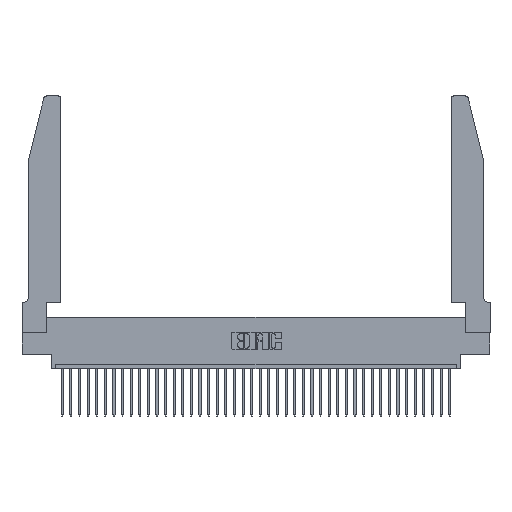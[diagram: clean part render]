
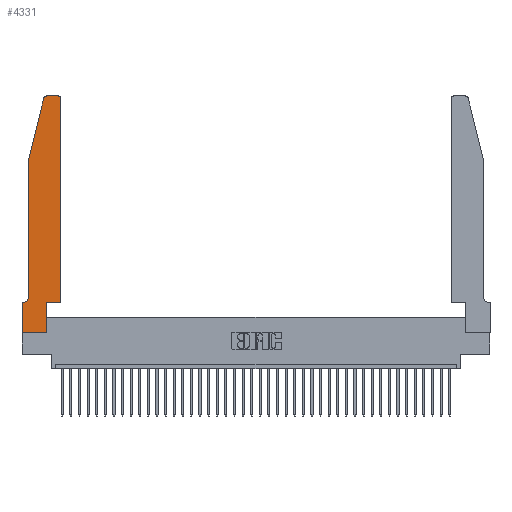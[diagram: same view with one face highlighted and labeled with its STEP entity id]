
A CAD part, top view. The second image highlights one B-rep face of the part: STEP entity #4331.
In plain terms, the highlighted planar face has unit normal (0, 0, 1).
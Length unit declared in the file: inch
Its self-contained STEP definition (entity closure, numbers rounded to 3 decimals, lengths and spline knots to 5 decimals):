
#1060 = VECTOR ( 'NONE', #15651, 39.37008 ) ;
#1296 = VERTEX_POINT ( 'NONE', #35676 ) ;
#1670 = VECTOR ( 'NONE', #14407, 39.37008 ) ;
#2223 = CARTESIAN_POINT ( 'NONE',  ( 0., 0.35, 0.37 ) ) ;
#2228 = DIRECTION ( 'NONE',  ( -0.239, -0.971, 0. ) ) ;
#2663 = CARTESIAN_POINT ( 'NONE',  ( 0.4505, 0.35, 0.37 ) ) ;
#2976 = LINE ( 'NONE', #12214, #1060 ) ;
#3438 = ORIENTED_EDGE ( 'NONE', *, *, #15725, .T. ) ;
#3590 = LINE ( 'NONE', #30704, #9279 ) ;
#3759 = DIRECTION ( 'NONE',  ( -1., 0., 0. ) ) ;
#4200 = VERTEX_POINT ( 'NONE', #19563 ) ;
#4331 = ADVANCED_FACE ( 'NONE', ( #5559 ), #8546, .T. ) ;
#4479 = EDGE_CURVE ( 'NONE', #10694, #13892, #5079, .T. ) ;
#4723 = DIRECTION ( 'NONE',  ( 0., 0., 1. ) ) ;
#5079 = LINE ( 'NONE', #30049, #18764 ) ;
#5559 = FACE_OUTER_BOUND ( 'NONE', #18405, .T. ) ;
#6079 = CIRCLE ( 'NONE', #17098, 0.03 ) ;
#6250 = ORIENTED_EDGE ( 'NONE', *, *, #35631, .T. ) ;
#6658 = DIRECTION ( 'NONE',  ( 1., 0., 0. ) ) ;
#6988 = CARTESIAN_POINT ( 'NONE',  ( 0.0755, 2., 0.37 ) ) ;
#7335 = CARTESIAN_POINT ( 'NONE',  ( 0.25487, 2.72718, 0.37 ) ) ;
#7723 = CARTESIAN_POINT ( 'NONE',  ( 0., 0., 0.37 ) ) ;
#7928 = DIRECTION ( 'NONE',  ( -1., 0., 0. ) ) ;
#8140 = DIRECTION ( 'NONE',  ( 0., 0., 1. ) ) ;
#8546 = PLANE ( 'NONE',  #25299 ) ;
#9095 = ORIENTED_EDGE ( 'NONE', *, *, #30885, .T. ) ;
#9279 = VECTOR ( 'NONE', #9900, 39.37008 ) ;
#9636 = DIRECTION ( 'NONE',  ( 0., 1., 0. ) ) ;
#9900 = DIRECTION ( 'NONE',  ( 0., 1., 0. ) ) ;
#9973 = ORIENTED_EDGE ( 'NONE', *, *, #30059, .T. ) ;
#10228 = DIRECTION ( 'NONE',  ( -1., 0., 0. ) ) ;
#10694 = VERTEX_POINT ( 'NONE', #7723 ) ;
#10939 = ORIENTED_EDGE ( 'NONE', *, *, #14664, .T. ) ;
#11334 = CARTESIAN_POINT ( 'NONE',  ( 0., 0., 0.37 ) ) ;
#11878 = VECTOR ( 'NONE', #7928, 39.37008 ) ;
#11881 = EDGE_CURVE ( 'NONE', #22226, #29332, #30986, .T. ) ;
#12214 = CARTESIAN_POINT ( 'NONE',  ( 0.0755, 2., 0.37 ) ) ;
#12655 = DIRECTION ( 'NONE',  ( 1., 0., 0. ) ) ;
#12807 = LINE ( 'NONE', #36955, #37328 ) ;
#13892 = VERTEX_POINT ( 'NONE', #29463 ) ;
#13927 = ORIENTED_EDGE ( 'NONE', *, *, #22261, .T. ) ;
#14407 = DIRECTION ( 'NONE',  ( 0., -1., 0. ) ) ;
#14664 = EDGE_CURVE ( 'NONE', #21897, #36932, #23960, .T. ) ;
#15056 = VECTOR ( 'NONE', #9636, 39.37008 ) ;
#15483 = ORIENTED_EDGE ( 'NONE', *, *, #18064, .T. ) ;
#15651 = DIRECTION ( 'NONE',  ( 0., -1., 0. ) ) ;
#15725 = EDGE_CURVE ( 'NONE', #13892, #21737, #3590, .T. ) ;
#15808 = LINE ( 'NONE', #11334, #1670 ) ;
#16038 = VERTEX_POINT ( 'NONE', #26414 ) ;
#16118 = LINE ( 'NONE', #35438, #11878 ) ;
#16858 = CIRCLE ( 'NONE', #20802, 0.03 ) ;
#17098 = AXIS2_PLACEMENT_3D ( 'NONE', #22776, #4723, #25820 ) ;
#17658 = DIRECTION ( 'NONE',  ( 1., 0., 0. ) ) ;
#18064 = EDGE_CURVE ( 'NONE', #21737, #21897, #27010, .T. ) ;
#18206 = VERTEX_POINT ( 'NONE', #7335 ) ;
#18405 = EDGE_LOOP ( 'NONE', ( #9095, #31871, #13927, #6250, #35451, #9973, #23216, #34220, #3438, #15483, #10939, #31061 ) ) ;
#18764 = VECTOR ( 'NONE', #12655, 39.37008 ) ;
#19077 = CARTESIAN_POINT ( 'NONE',  ( 0.4505, 0.35, 0.37 ) ) ;
#19563 = CARTESIAN_POINT ( 'NONE',  ( 0.284, 2.75, 0.37 ) ) ;
#20248 = LINE ( 'NONE', #28969, #21625 ) ;
#20571 = CARTESIAN_POINT ( 'NONE',  ( 0.0055, 0.35, 0.37 ) ) ;
#20802 = AXIS2_PLACEMENT_3D ( 'NONE', #23058, #35681, #17658 ) ;
#21625 = VECTOR ( 'NONE', #2228, 39.37008 ) ;
#21737 = VERTEX_POINT ( 'NONE', #24693 ) ;
#21897 = VERTEX_POINT ( 'NONE', #2663 ) ;
#22177 = EDGE_CURVE ( 'NONE', #4200, #18206, #6079, .T. ) ;
#22226 = VERTEX_POINT ( 'NONE', #31999 ) ;
#22261 = EDGE_CURVE ( 'NONE', #18206, #29143, #20248, .T. ) ;
#22776 = CARTESIAN_POINT ( 'NONE',  ( 0.284, 2.72, 0.37 ) ) ;
#23058 = CARTESIAN_POINT ( 'NONE',  ( 0.4205, 2.72, 0.37 ) ) ;
#23216 = ORIENTED_EDGE ( 'NONE', *, *, #34512, .T. ) ;
#23960 = LINE ( 'NONE', #30591, #15056 ) ;
#24693 = CARTESIAN_POINT ( 'NONE',  ( 0.2865, 0.35, 0.37 ) ) ;
#25299 = AXIS2_PLACEMENT_3D ( 'NONE', #2223, #8140, #26077 ) ;
#25483 = AXIS2_PLACEMENT_3D ( 'NONE', #28266, #37104, #3759 ) ;
#25549 = CARTESIAN_POINT ( 'NONE',  ( 0.4505, 2.72, 0.37 ) ) ;
#25820 = DIRECTION ( 'NONE',  ( 1., 0., 0. ) ) ;
#26077 = DIRECTION ( 'NONE',  ( 1., 0., 0. ) ) ;
#26414 = CARTESIAN_POINT ( 'NONE',  ( 0.4205, 2.75, 0.37 ) ) ;
#27010 = LINE ( 'NONE', #19077, #35471 ) ;
#27835 = EDGE_CURVE ( 'NONE', #36932, #16038, #16858, .T. ) ;
#28266 = CARTESIAN_POINT ( 'NONE',  ( 0.0055, 0.42, 0.37 ) ) ;
#28969 = CARTESIAN_POINT ( 'NONE',  ( 0.0755, 2., 0.37 ) ) ;
#29143 = VERTEX_POINT ( 'NONE', #6988 ) ;
#29332 = VERTEX_POINT ( 'NONE', #20571 ) ;
#29463 = CARTESIAN_POINT ( 'NONE',  ( 0.2865, 0., 0.37 ) ) ;
#30049 = CARTESIAN_POINT ( 'NONE',  ( 0., 0., 0.37 ) ) ;
#30059 = EDGE_CURVE ( 'NONE', #29332, #1296, #12807, .T. ) ;
#30591 = CARTESIAN_POINT ( 'NONE',  ( 0.4505, 0.35, 0.37 ) ) ;
#30704 = CARTESIAN_POINT ( 'NONE',  ( 0.2865, 0.35, 0.37 ) ) ;
#30885 = EDGE_CURVE ( 'NONE', #16038, #4200, #16118, .T. ) ;
#30986 = CIRCLE ( 'NONE', #25483, 0.07 ) ;
#31061 = ORIENTED_EDGE ( 'NONE', *, *, #27835, .T. ) ;
#31871 = ORIENTED_EDGE ( 'NONE', *, *, #22177, .T. ) ;
#31999 = CARTESIAN_POINT ( 'NONE',  ( 0.0755, 0.42, 0.37 ) ) ;
#34220 = ORIENTED_EDGE ( 'NONE', *, *, #4479, .T. ) ;
#34512 = EDGE_CURVE ( 'NONE', #1296, #10694, #15808, .T. ) ;
#35438 = CARTESIAN_POINT ( 'NONE',  ( 0.2605, 2.75, 0.37 ) ) ;
#35451 = ORIENTED_EDGE ( 'NONE', *, *, #11881, .T. ) ;
#35471 = VECTOR ( 'NONE', #6658, 39.37008 ) ;
#35631 = EDGE_CURVE ( 'NONE', #29143, #22226, #2976, .T. ) ;
#35676 = CARTESIAN_POINT ( 'NONE',  ( 0., 0.35, 0.37 ) ) ;
#35681 = DIRECTION ( 'NONE',  ( 0., 0., 1. ) ) ;
#36932 = VERTEX_POINT ( 'NONE', #25549 ) ;
#36955 = CARTESIAN_POINT ( 'NONE',  ( 0.0755, 0.35, 0.37 ) ) ;
#37104 = DIRECTION ( 'NONE',  ( 0., 0., -1. ) ) ;
#37328 = VECTOR ( 'NONE', #10228, 39.37008 ) ;
